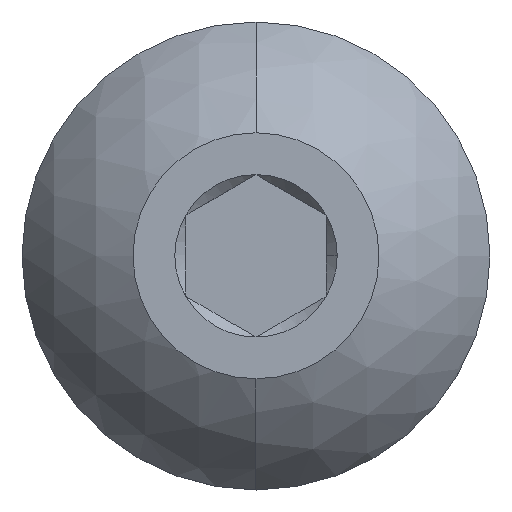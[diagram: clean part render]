
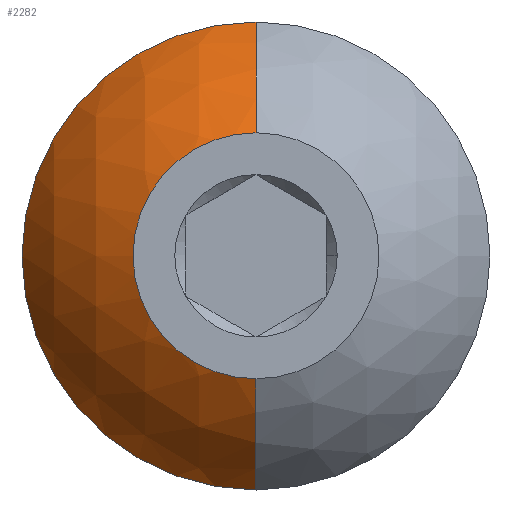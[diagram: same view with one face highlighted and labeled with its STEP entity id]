
A CAD part, top view. The second image highlights one B-rep face of the part: STEP entity #2282.
In plain terms, the highlighted spherical face has radius 4.478 mm.
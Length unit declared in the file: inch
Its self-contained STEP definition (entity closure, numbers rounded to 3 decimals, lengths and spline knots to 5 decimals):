
#257 = FACE_OUTER_BOUND ( 'NONE', #2123, .T. ) ;
#326 = DIRECTION ( 'NONE',  ( 1., 0., 0. ) ) ;
#356 = ORIENTED_EDGE ( 'NONE', *, *, #2797, .T. ) ;
#360 = ORIENTED_EDGE ( 'NONE', *, *, #3819, .F. ) ;
#365 = AXIS2_PLACEMENT_3D ( 'NONE', #3019, #2110, #374 ) ;
#374 = DIRECTION ( 'NONE',  ( 0., -1., 0. ) ) ;
#509 = DIRECTION ( 'NONE',  ( 0., 1., 0. ) ) ;
#522 = VERTEX_POINT ( 'NONE', #1884 ) ;
#695 = AXIS2_PLACEMENT_3D ( 'NONE', #3133, #2249, #827 ) ;
#710 = DIRECTION ( 'NONE',  ( 0., -1., 0. ) ) ;
#751 = VERTEX_POINT ( 'NONE', #1643 ) ;
#827 = DIRECTION ( 'NONE',  ( 0., -1., 0. ) ) ;
#992 = CARTESIAN_POINT ( 'NONE',  ( 0., 0., 0.20055 ) ) ;
#1034 = ORIENTED_EDGE ( 'NONE', *, *, #1308, .T. ) ;
#1192 = ORIENTED_EDGE ( 'NONE', *, *, #2334, .F. ) ;
#1308 = EDGE_CURVE ( 'NONE', #2721, #522, #3705, .T. ) ;
#1376 = DIRECTION ( 'NONE',  ( -1., 0., 0. ) ) ;
#1577 = DIRECTION ( 'NONE',  ( 0., 0., 1. ) ) ;
#1643 = CARTESIAN_POINT ( 'NONE',  ( 0., 0.156, 0.20055 ) ) ;
#1884 = CARTESIAN_POINT ( 'NONE',  ( 0., -0.082, 0.2745 ) ) ;
#1969 = AXIS2_PLACEMENT_3D ( 'NONE', #992, #1577, #710 ) ;
#1990 = CARTESIAN_POINT ( 'NONE',  ( 0., 0., 0.11844 ) ) ;
#2110 = DIRECTION ( 'NONE',  ( 0., 0., 1. ) ) ;
#2123 = EDGE_LOOP ( 'NONE', ( #356, #1034, #360, #1192 ) ) ;
#2249 = DIRECTION ( 'NONE',  ( -1., 0., 0. ) ) ;
#2282 = ADVANCED_FACE ( 'NONE', ( #257 ), #2436, .T. ) ;
#2334 = EDGE_CURVE ( 'NONE', #751, #3060, #3755, .T. ) ;
#2424 = CARTESIAN_POINT ( 'NONE',  ( 0., -0.156, 0.20055 ) ) ;
#2436 = SPHERICAL_SURFACE ( 'NONE', #3174, 0.17629 ) ;
#2721 = VERTEX_POINT ( 'NONE', #2424 ) ;
#2797 = EDGE_CURVE ( 'NONE', #751, #2721, #2909, .T. ) ;
#2891 = CARTESIAN_POINT ( 'NONE',  ( 0., 0.082, 0.2745 ) ) ;
#2909 = CIRCLE ( 'NONE', #1969, 0.156 ) ;
#2913 = CARTESIAN_POINT ( 'NONE',  ( 0., 0., 0.11844 ) ) ;
#3019 = CARTESIAN_POINT ( 'NONE',  ( 0., 0., 0.2745 ) ) ;
#3060 = VERTEX_POINT ( 'NONE', #2891 ) ;
#3133 = CARTESIAN_POINT ( 'NONE',  ( 0., 0., 0.11844 ) ) ;
#3174 = AXIS2_PLACEMENT_3D ( 'NONE', #1990, #1376, #509 ) ;
#3188 = CIRCLE ( 'NONE', #365, 0.082 ) ;
#3234 = DIRECTION ( 'NONE',  ( 0., 0., -1. ) ) ;
#3705 = CIRCLE ( 'NONE', #695, 0.17629 ) ;
#3755 = CIRCLE ( 'NONE', #3787, 0.17629 ) ;
#3787 = AXIS2_PLACEMENT_3D ( 'NONE', #2913, #326, #3234 ) ;
#3819 = EDGE_CURVE ( 'NONE', #3060, #522, #3188, .T. ) ;
